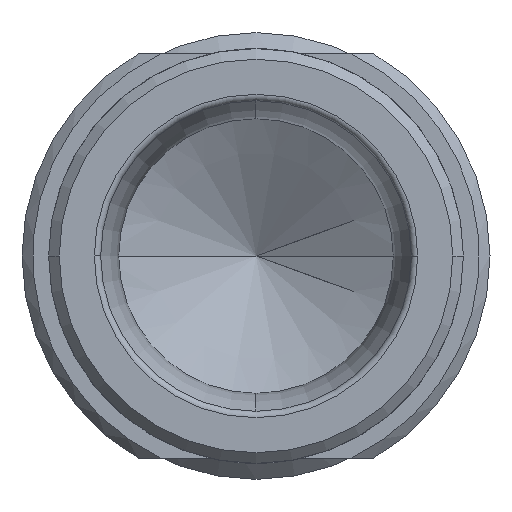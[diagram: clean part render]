
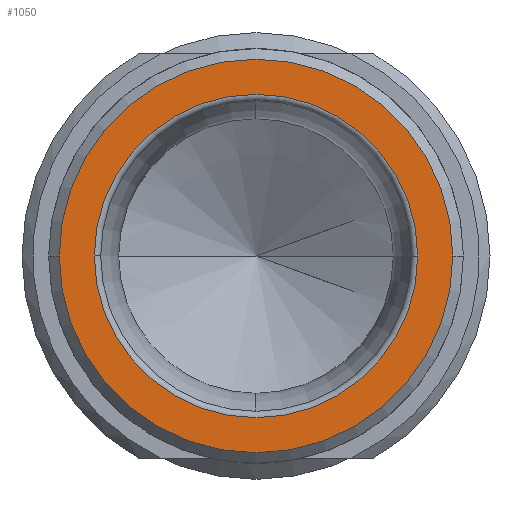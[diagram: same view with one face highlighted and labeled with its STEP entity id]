
A CAD part, left-side view. The second image highlights one B-rep face of the part: STEP entity #1050.
In plain terms, the highlighted planar face has unit normal (-1, 0, 0).
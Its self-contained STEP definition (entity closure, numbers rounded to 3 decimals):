
#309=CARTESIAN_POINT('',(-31.,0.,0.));
#310=DIRECTION('',(-1.,0.,0.));
#311=DIRECTION('',(0.,-1.,0.));
#312=AXIS2_PLACEMENT_3D('',#309,#310,#311);
#314=CARTESIAN_POINT('',(-31.,0.,0.));
#315=DIRECTION('',(-1.,0.,0.));
#316=DIRECTION('',(0.,1.,0.));
#317=AXIS2_PLACEMENT_3D('',#314,#315,#316);
#319=CARTESIAN_POINT('',(-31.,0.,0.));
#320=DIRECTION('',(-1.,0.,0.));
#321=DIRECTION('',(0.,-1.,0.));
#322=AXIS2_PLACEMENT_3D('',#319,#320,#321);
#324=CARTESIAN_POINT('',(-31.,0.,0.));
#325=DIRECTION('',(-1.,0.,0.));
#326=DIRECTION('',(0.,1.,0.));
#327=AXIS2_PLACEMENT_3D('',#324,#325,#326);
#603=CARTESIAN_POINT('',(-31.,-7.6,0.));
#604=CARTESIAN_POINT('',(-31.,7.6,0.));
#605=VERTEX_POINT('',#603);
#606=VERTEX_POINT('',#604);
#607=CARTESIAN_POINT('',(-31.,-9.25,0.));
#608=CARTESIAN_POINT('',(-31.,9.25,0.));
#609=VERTEX_POINT('',#607);
#610=VERTEX_POINT('',#608);
#1034=CARTESIAN_POINT('',(-31.,0.,0.));
#1035=DIRECTION('',(-1.,0.,0.));
#1036=DIRECTION('',(0.,1.,0.));
#1037=AXIS2_PLACEMENT_3D('',#1034,#1035,#1036);
#1038=PLANE('',#1037);
#1040=ORIENTED_EDGE('',*,*,#1039,.F.);
#1041=ORIENTED_EDGE('',*,*,#1024,.F.);
#1042=EDGE_LOOP('',(#1040,#1041));
#1043=FACE_OUTER_BOUND('',#1042,.F.);
#1045=ORIENTED_EDGE('',*,*,#1044,.T.);
#1047=ORIENTED_EDGE('',*,*,#1046,.T.);
#1048=EDGE_LOOP('',(#1045,#1047));
#1049=FACE_BOUND('',#1048,.F.);
#1050=ADVANCED_FACE('',(#1043,#1049),#1038,.T.);
#313=CIRCLE('',#312,7.6);
#318=CIRCLE('',#317,7.6);
#323=CIRCLE('',#322,9.25);
#328=CIRCLE('',#327,9.25);
#1024=EDGE_CURVE('',#610,#609,#328,.T.);
#1039=EDGE_CURVE('',#609,#610,#323,.T.);
#1044=EDGE_CURVE('',#605,#606,#313,.T.);
#1046=EDGE_CURVE('',#606,#605,#318,.T.);
